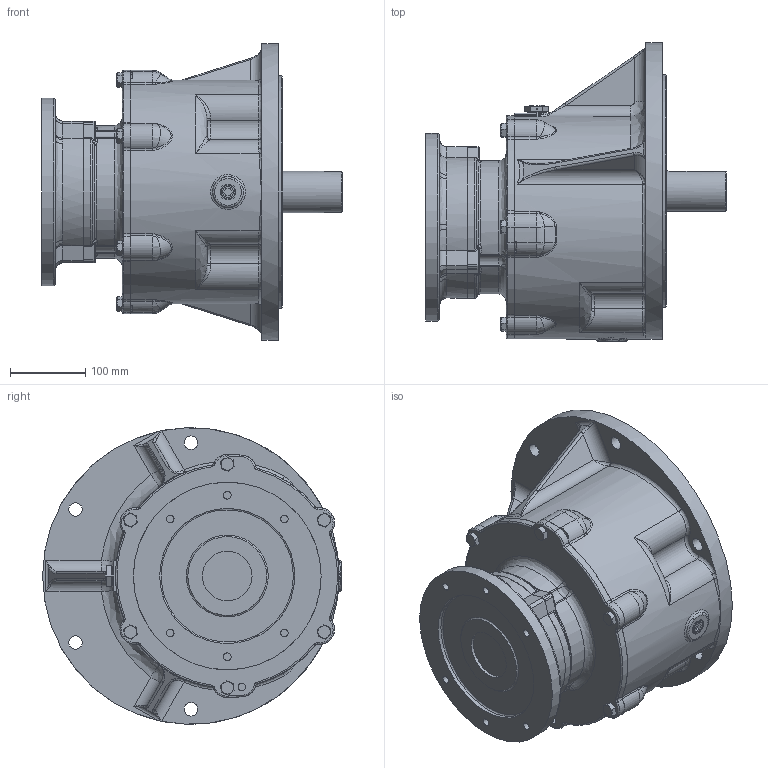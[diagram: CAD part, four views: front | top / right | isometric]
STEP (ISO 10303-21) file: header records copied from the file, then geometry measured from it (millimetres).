
FILE_DESCRIPTION (( 'STEP AP214' ), '1' );
FILE_NAME ('FN_FVI_2.2_R75.stp', '2022-06-23T00:23:08', ( 'Windows 餌辨濠' ), ( '' ), 'SwSTEP 2.0', 'SolidWorks 2021', '' );
FILE_SCHEMA (( 'AUTOMOTIVE_DESIGN' ));
Length unit declared in the file: millimetre
Products named in the file (1): FN_FVI_2.2_R75
Bounding box: 400 x 397.96 x 395 mm (x, y, z)
Volume: 19736137.6 mm3; surface area: 908173.6 mm2
Topology: 13 solids, 13 shells, 674 faces, 1605 edges, 956 vertices
Faces by surface type: bspline 253, cylinder 208, plane 157, cone 56
Full cylindrical faces by diameter (mm): 1.5 x1, 6.8 x3, 8.376 x6, 9 x3, 10 x8, 10.2 x6, 12 x6, 14.95 x2, 18 x7, 26 x1, 55 x1, 60 x1, 63.8 x1, 66 x1, 78 x1, 82 x2, 180 x1, 250 x1, 266 x1, 275 x1, 280 x1, 290 x1, 310 x1, 395 x1
Entity records: 36913 total; most frequent: CARTESIAN_POINT 23547, ORIENTED_EDGE 2804, DIRECTION 2450, EDGE_CURVE 1402, AXIS2_PLACEMENT_3D 1034, VERTEX_POINT 908, EDGE_LOOP 876, FACE_OUTER_BOUND 754
